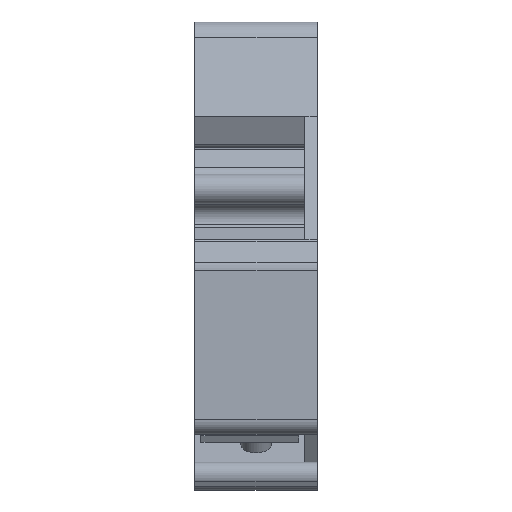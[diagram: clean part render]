
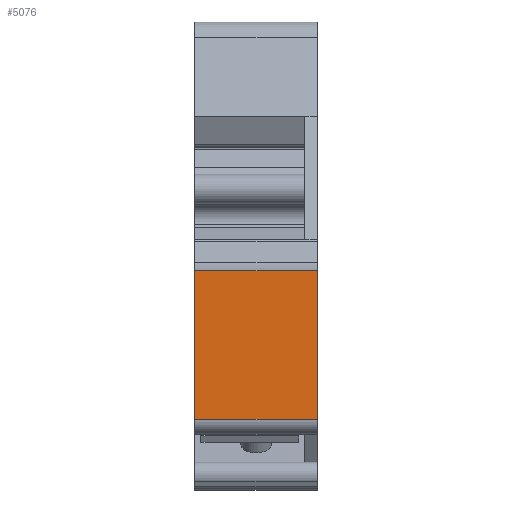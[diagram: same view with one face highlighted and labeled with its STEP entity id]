
A CAD part, left-side view. The second image highlights one B-rep face of the part: STEP entity #5076.
In plain terms, the highlighted planar face has unit normal (-1, 0, 0).
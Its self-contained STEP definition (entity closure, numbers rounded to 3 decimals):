
#565=FACE_OUTER_BOUND('',#835,.T.);
#835=EDGE_LOOP('',(#4565,#4566,#4567,#4568));
#983=LINE('',#7484,#1528);
#1313=LINE('',#8316,#1858);
#1382=LINE('',#8483,#1927);
#1383=LINE('',#8485,#1928);
#1528=VECTOR('',#5948,9.735);
#1858=VECTOR('',#6752,8.);
#1927=VECTOR('',#6959,8.);
#1928=VECTOR('',#6962,9.735);
#2123=VERTEX_POINT('',#7481);
#2124=VERTEX_POINT('',#7483);
#2388=VERTEX_POINT('',#8313);
#2418=VERTEX_POINT('',#8481);
#2653=EDGE_CURVE('',#2123,#2124,#983,.T.);
#3069=EDGE_CURVE('',#2388,#2123,#1313,.T.);
#3153=EDGE_CURVE('',#2418,#2124,#1382,.T.);
#3154=EDGE_CURVE('',#2418,#2388,#1383,.T.);
#4565=ORIENTED_EDGE('',*,*,#3154,.F.);
#4566=ORIENTED_EDGE('',*,*,#3153,.T.);
#4567=ORIENTED_EDGE('',*,*,#2653,.F.);
#4568=ORIENTED_EDGE('',*,*,#3069,.F.);
#4804=PLANE('',#5524);
#5076=ADVANCED_FACE('',(#565),#4804,.T.);
#5524=AXIS2_PLACEMENT_3D('',#8484,#6960,#6961);
#5948=DIRECTION('',(0.,0.,1.));
#6752=DIRECTION('',(0.,1.,0.));
#6959=DIRECTION('',(0.,1.,0.));
#6960=DIRECTION('center_axis',(-1.,0.,0.));
#6961=DIRECTION('ref_axis',(0.,0.,1.));
#6962=DIRECTION('',(0.,0.,-1.));
#7481=CARTESIAN_POINT('',(-36.384,8.,-1.8));
#7483=CARTESIAN_POINT('',(-36.384,8.,7.935));
#7484=CARTESIAN_POINT('',(-36.384,8.,7.935));
#8313=CARTESIAN_POINT('',(-36.384,0.,-1.8));
#8316=CARTESIAN_POINT('',(-36.384,0.,-1.8));
#8481=CARTESIAN_POINT('',(-36.384,0.,7.935));
#8483=CARTESIAN_POINT('',(-36.384,0.,7.935));
#8484=CARTESIAN_POINT('Origin',(-36.384,0.,-1.8));
#8485=CARTESIAN_POINT('',(-36.384,0.,7.935));
